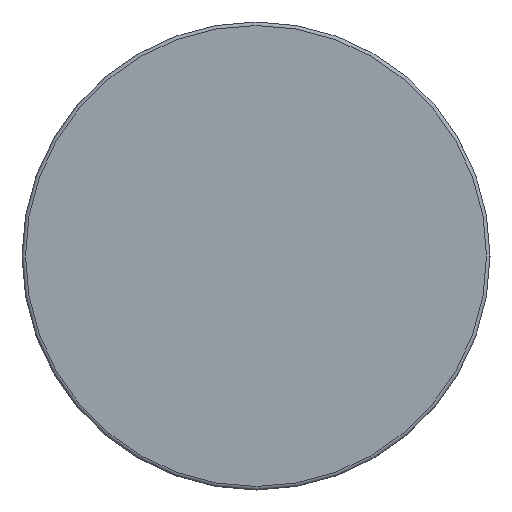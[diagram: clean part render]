
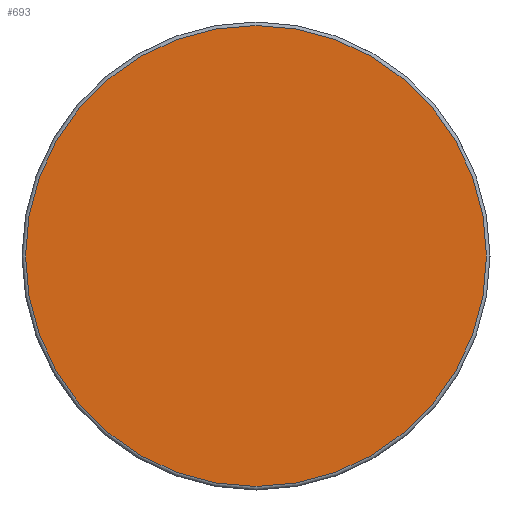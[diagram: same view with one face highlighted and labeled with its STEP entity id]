
A CAD part, front view. The second image highlights one B-rep face of the part: STEP entity #693.
In plain terms, the highlighted planar face has unit normal (0, -1, 0).
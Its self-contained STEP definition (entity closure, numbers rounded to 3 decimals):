
#67=PLANE('',#810);
#104=FACE_OUTER_BOUND('',#146,.T.);
#146=EDGE_LOOP('',(#592,#593));
#205=CIRCLE('',#807,16.25);
#206=CIRCLE('',#808,16.25);
#298=VERTEX_POINT('',#1272);
#299=VERTEX_POINT('',#1273);
#396=EDGE_CURVE('',#298,#299,#205,.T.);
#397=EDGE_CURVE('',#299,#298,#206,.T.);
#592=ORIENTED_EDGE('',*,*,#396,.T.);
#593=ORIENTED_EDGE('',*,*,#397,.T.);
#693=ADVANCED_FACE('',(#104),#67,.T.);
#807=AXIS2_PLACEMENT_3D('',#1274,#1013,#1014);
#808=AXIS2_PLACEMENT_3D('',#1275,#1015,#1016);
#810=AXIS2_PLACEMENT_3D('',#1277,#1019,#1020);
#1013=DIRECTION('center_axis',(0.,-1.,0.));
#1014=DIRECTION('ref_axis',(1.,0.,0.));
#1015=DIRECTION('center_axis',(0.,-1.,0.));
#1016=DIRECTION('ref_axis',(1.,0.,0.));
#1019=DIRECTION('center_axis',(0.,-1.,0.));
#1020=DIRECTION('ref_axis',(0.,0.,-1.));
#1272=CARTESIAN_POINT('',(16.25,0.,0.));
#1273=CARTESIAN_POINT('',(0.,0.,16.25));
#1274=CARTESIAN_POINT('Origin',(0.,0.,0.));
#1275=CARTESIAN_POINT('Origin',(0.,0.,0.));
#1277=CARTESIAN_POINT('Origin',(0.,0.,0.));
